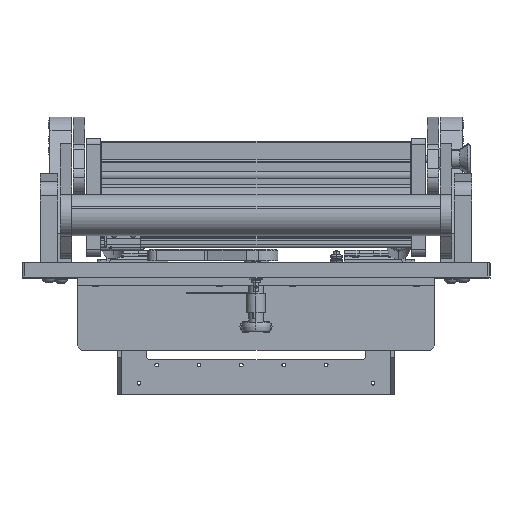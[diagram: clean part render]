
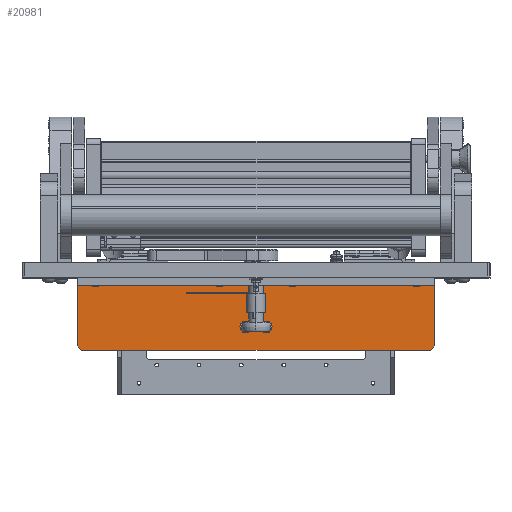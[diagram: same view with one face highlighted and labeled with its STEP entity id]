
A CAD part, top view. The second image highlights one B-rep face of the part: STEP entity #20981.
In plain terms, the highlighted face is planar.
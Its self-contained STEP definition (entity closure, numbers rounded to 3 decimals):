
#114 = ORIENTED_EDGE ( 'NONE', *, *, #72181, .T. ) ;
#2627 = CARTESIAN_POINT ( 'NONE',  ( -6., -6., -122. ) ) ;
#2755 = CARTESIAN_POINT ( 'NONE',  ( -6., -34., 7. ) ) ;
#3134 = DIRECTION ( 'NONE',  ( 0., 1., 0. ) ) ;
#3269 = LINE ( 'NONE', #20530, #33711 ) ;
#3358 = VERTEX_POINT ( 'NONE', #16159 ) ;
#3785 = VECTOR ( 'NONE', #67687, 1000. ) ;
#3972 = LINE ( 'NONE', #20845, #3785 ) ;
#4152 = EDGE_CURVE ( 'NONE', #6038, #62214, #20200, .T. ) ;
#5348 = FACE_BOUND ( 'NONE', #33447, .T. ) ;
#6033 = CARTESIAN_POINT ( 'NONE',  ( -6., -34., -5.3 ) ) ;
#6038 = VERTEX_POINT ( 'NONE', #29683 ) ;
#7090 = VERTEX_POINT ( 'NONE', #43158 ) ;
#8240 = EDGE_CURVE ( 'NONE', #54907, #53825, #3269, .T. ) ;
#9336 = EDGE_CURVE ( 'NONE', #74983, #7090, #73681, .T. ) ;
#10207 = DIRECTION ( 'NONE',  ( 1., 0., 0. ) ) ;
#11105 = VERTEX_POINT ( 'NONE', #46323 ) ;
#11845 = PLANE ( 'NONE',  #27241 ) ;
#12994 = DIRECTION ( 'NONE',  ( 0., 1., 0. ) ) ;
#13745 = CARTESIAN_POINT ( 'NONE',  ( -6., -50., 122. ) ) ;
#14621 = ORIENTED_EDGE ( 'NONE', *, *, #9336, .T. ) ;
#15983 = ORIENTED_EDGE ( 'NONE', *, *, #69162, .F. ) ;
#16159 = CARTESIAN_POINT ( 'NONE',  ( -6., -50., 119. ) ) ;
#17378 = CARTESIAN_POINT ( 'NONE',  ( -6., -34., 7. ) ) ;
#20200 = CIRCLE ( 'NONE', #30016, 1.7 ) ;
#20530 = CARTESIAN_POINT ( 'NONE',  ( -6., -6., 122. ) ) ;
#20845 = CARTESIAN_POINT ( 'NONE',  ( -6., -6., -122. ) ) ;
#20981 = ADVANCED_FACE ( 'NONE', ( #5348, #34125, #28077 ), #11845, .F. ) ;
#21014 = VECTOR ( 'NONE', #31138, 1000. ) ;
#21102 = DIRECTION ( 'NONE',  ( 0., -0.707, 0.707 ) ) ;
#22983 = CARTESIAN_POINT ( 'NONE',  ( -6., -6., 122. ) ) ;
#25207 = CIRCLE ( 'NONE', #63185, 1.7 ) ;
#25397 = ORIENTED_EDGE ( 'NONE', *, *, #4152, .T. ) ;
#25864 = AXIS2_PLACEMENT_3D ( 'NONE', #2755, #74109, #3134 ) ;
#27241 = AXIS2_PLACEMENT_3D ( 'NONE', #22983, #57502, #28364 ) ;
#28077 = FACE_OUTER_BOUND ( 'NONE', #55923, .T. ) ;
#28364 = DIRECTION ( 'NONE',  ( 0., 1., 0. ) ) ;
#29683 = CARTESIAN_POINT ( 'NONE',  ( -6., -34., -8.7 ) ) ;
#30016 = AXIS2_PLACEMENT_3D ( 'NONE', #62789, #10207, #75444 ) ;
#31138 = DIRECTION ( 'NONE',  ( 0., 0.707, 0.707 ) ) ;
#31248 = EDGE_CURVE ( 'NONE', #11105, #64390, #60387, .T. ) ;
#32207 = AXIS2_PLACEMENT_3D ( 'NONE', #17378, #40404, #56866 ) ;
#32664 = VECTOR ( 'NONE', #21102, 1000. ) ;
#33447 = EDGE_LOOP ( 'NONE', ( #68005, #45704 ) ) ;
#33711 = VECTOR ( 'NONE', #35615, 1000. ) ;
#34125 = FACE_BOUND ( 'NONE', #73125, .T. ) ;
#35615 = DIRECTION ( 'NONE',  ( 0., 0., -1. ) ) ;
#35809 = EDGE_CURVE ( 'NONE', #53825, #74983, #3972, .T. ) ;
#36144 = CARTESIAN_POINT ( 'NONE',  ( -6., -47., 122. ) ) ;
#37533 = DIRECTION ( 'NONE',  ( 0., 0., -1. ) ) ;
#37837 = VERTEX_POINT ( 'NONE', #69171 ) ;
#38528 = ORIENTED_EDGE ( 'NONE', *, *, #44302, .F. ) ;
#40404 = DIRECTION ( 'NONE',  ( 1., 0., 0. ) ) ;
#41057 = CARTESIAN_POINT ( 'NONE',  ( -6., -6., 122. ) ) ;
#41945 = VECTOR ( 'NONE', #74984, 1000. ) ;
#43158 = CARTESIAN_POINT ( 'NONE',  ( -6., -50., -119. ) ) ;
#44302 = EDGE_CURVE ( 'NONE', #3358, #7090, #66354, .T. ) ;
#45704 = ORIENTED_EDGE ( 'NONE', *, *, #31248, .T. ) ;
#46055 = CARTESIAN_POINT ( 'NONE',  ( -6., -34., 5.3 ) ) ;
#46323 = CARTESIAN_POINT ( 'NONE',  ( -6., -34., 8.7 ) ) ;
#47908 = CARTESIAN_POINT ( 'NONE',  ( -6., -34., -7. ) ) ;
#48004 = EDGE_CURVE ( 'NONE', #3358, #37837, #53766, .T. ) ;
#48118 = EDGE_CURVE ( 'NONE', #64390, #11105, #73720, .T. ) ;
#50781 = CARTESIAN_POINT ( 'NONE',  ( -6., -6., 122. ) ) ;
#51286 = VECTOR ( 'NONE', #37533, 1000. ) ;
#52288 = LINE ( 'NONE', #50781, #41945 ) ;
#53766 = LINE ( 'NONE', #36144, #21014 ) ;
#53825 = VERTEX_POINT ( 'NONE', #2627 ) ;
#54907 = VERTEX_POINT ( 'NONE', #41057 ) ;
#55811 = ORIENTED_EDGE ( 'NONE', *, *, #48004, .T. ) ;
#55923 = EDGE_LOOP ( 'NONE', ( #38528, #55811, #15983, #64377, #64622, #14621 ) ) ;
#56866 = DIRECTION ( 'NONE',  ( 0., 1., 0. ) ) ;
#57502 = DIRECTION ( 'NONE',  ( 1., 0., 0. ) ) ;
#60387 = CIRCLE ( 'NONE', #32207, 1.7 ) ;
#62214 = VERTEX_POINT ( 'NONE', #6033 ) ;
#62789 = CARTESIAN_POINT ( 'NONE',  ( -6., -34., -7. ) ) ;
#63185 = AXIS2_PLACEMENT_3D ( 'NONE', #47908, #65594, #12994 ) ;
#64377 = ORIENTED_EDGE ( 'NONE', *, *, #8240, .T. ) ;
#64390 = VERTEX_POINT ( 'NONE', #46055 ) ;
#64622 = ORIENTED_EDGE ( 'NONE', *, *, #35809, .T. ) ;
#65594 = DIRECTION ( 'NONE',  ( 1., 0., 0. ) ) ;
#66354 = LINE ( 'NONE', #13745, #51286 ) ;
#67438 = CARTESIAN_POINT ( 'NONE',  ( -6., -47., -122. ) ) ;
#67687 = DIRECTION ( 'NONE',  ( 0., -1., 0. ) ) ;
#68005 = ORIENTED_EDGE ( 'NONE', *, *, #48118, .T. ) ;
#69162 = EDGE_CURVE ( 'NONE', #54907, #37837, #52288, .T. ) ;
#69171 = CARTESIAN_POINT ( 'NONE',  ( -6., -47., 122. ) ) ;
#72181 = EDGE_CURVE ( 'NONE', #62214, #6038, #25207, .T. ) ;
#73125 = EDGE_LOOP ( 'NONE', ( #25397, #114 ) ) ;
#73681 = LINE ( 'NONE', #74434, #32664 ) ;
#73720 = CIRCLE ( 'NONE', #25864, 1.7 ) ;
#74109 = DIRECTION ( 'NONE',  ( 1., 0., 0. ) ) ;
#74434 = CARTESIAN_POINT ( 'NONE',  ( -6., -50., -119. ) ) ;
#74983 = VERTEX_POINT ( 'NONE', #67438 ) ;
#74984 = DIRECTION ( 'NONE',  ( 0., -1., 0. ) ) ;
#75444 = DIRECTION ( 'NONE',  ( 0., 1., 0. ) ) ;
